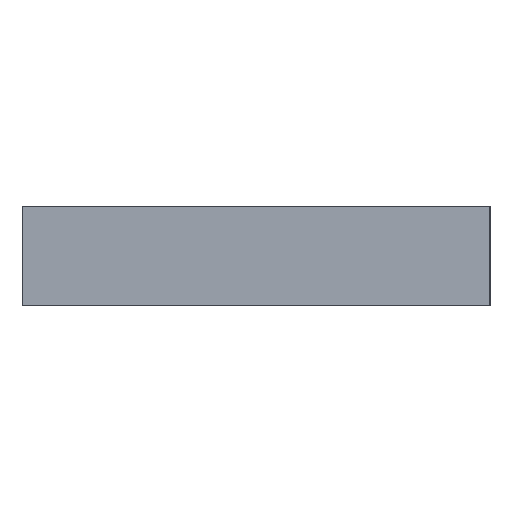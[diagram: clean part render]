
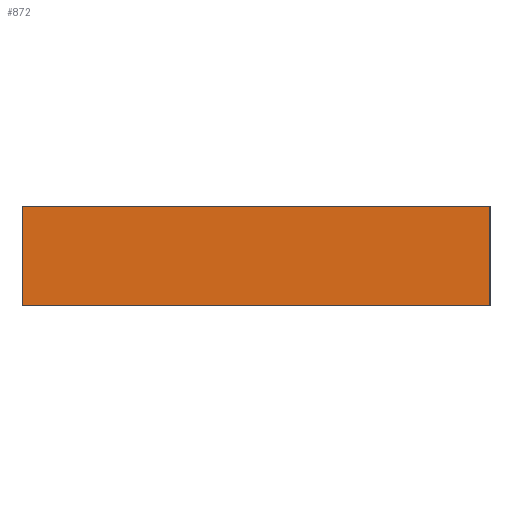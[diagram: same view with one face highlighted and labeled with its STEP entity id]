
A CAD part, left-side view. The second image highlights one B-rep face of the part: STEP entity #872.
In plain terms, the highlighted planar face has unit normal (-1, 0, 0).
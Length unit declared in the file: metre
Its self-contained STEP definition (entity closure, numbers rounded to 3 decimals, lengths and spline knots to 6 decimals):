
#55=ORIENTED_EDGE('',*,*,#291,.T.);
#56=ORIENTED_EDGE('',*,*,#301,.T.);
#57=ORIENTED_EDGE('',*,*,#302,.F.);
#58=ORIENTED_EDGE('',*,*,#303,.F.);
#291=EDGE_CURVE('',#415,#414,#501,.T.);
#301=EDGE_CURVE('',#414,#422,#511,.T.);
#302=EDGE_CURVE('',#423,#422,#512,.T.);
#303=EDGE_CURVE('',#415,#423,#513,.T.);
#414=VERTEX_POINT('',#1260);
#415=VERTEX_POINT('',#1262);
#422=VERTEX_POINT('',#1280);
#423=VERTEX_POINT('',#1282);
#501=LINE('',#1261,#627);
#511=LINE('',#1279,#637);
#512=LINE('',#1281,#638);
#513=LINE('',#1283,#639);
#627=VECTOR('',#1023,1.);
#637=VECTOR('',#1035,1.);
#638=VECTOR('',#1036,1.);
#639=VECTOR('',#1037,1.);
#734=EDGE_LOOP('',(#55,#56,#57,#58));
#780=FACE_BOUND('',#734,.T.);
#826=PLANE('',#943);
#872=ADVANCED_FACE('',(#780),#826,.F.);
#943=AXIS2_PLACEMENT_3D('',#1278,#1033,#1034);
#1023=DIRECTION('',(0.,0.,-1.));
#1033=DIRECTION('',(1.,0.,0.));
#1034=DIRECTION('',(0.,0.,-1.));
#1035=DIRECTION('',(0.,-1.,0.));
#1036=DIRECTION('',(0.,0.,-1.));
#1037=DIRECTION('',(0.,-1.,0.));
#1260=CARTESIAN_POINT('',(-0.070795,0.12203,-0.02));
#1261=CARTESIAN_POINT('',(-0.070795,0.12203,0.0025));
#1262=CARTESIAN_POINT('',(-0.070795,0.12203,0.0075));
#1278=CARTESIAN_POINT('',(-0.070795,0.05703,0.0025));
#1279=CARTESIAN_POINT('',(-0.070795,0.05703,-0.02));
#1280=CARTESIAN_POINT('',(-0.070795,-0.00797,-0.02));
#1281=CARTESIAN_POINT('',(-0.070795,-0.00797,0.0025));
#1282=CARTESIAN_POINT('',(-0.070795,-0.00797,0.0075));
#1283=CARTESIAN_POINT('',(-0.070795,0.05703,0.0075));
